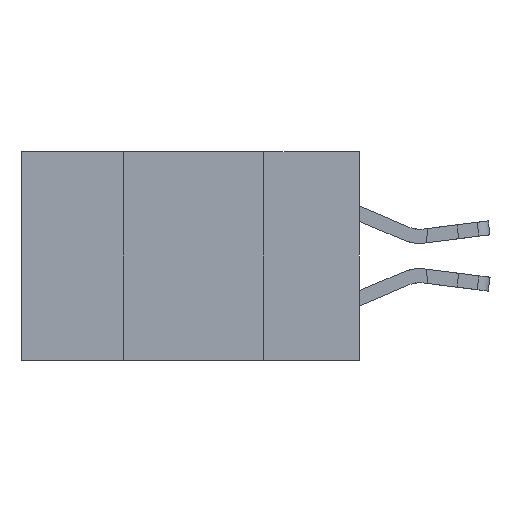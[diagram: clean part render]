
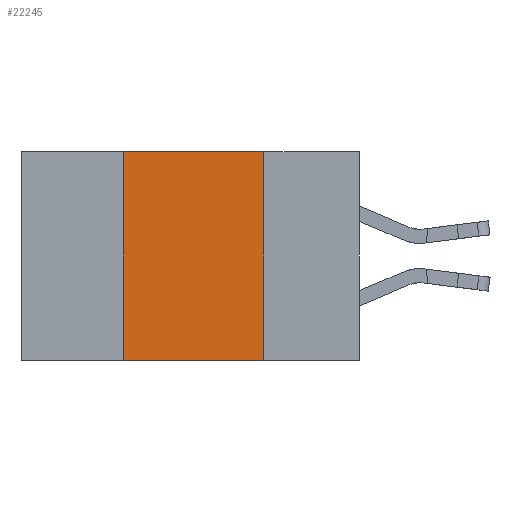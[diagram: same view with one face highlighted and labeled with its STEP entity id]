
A CAD part, left-side view. The second image highlights one B-rep face of the part: STEP entity #22245.
In plain terms, the highlighted planar face has unit normal (-1, 0, 0).
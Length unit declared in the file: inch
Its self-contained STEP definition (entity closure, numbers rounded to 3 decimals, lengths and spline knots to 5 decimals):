
#696 = AXIS2_PLACEMENT_3D ( 'NONE', #23720, #12243, #11985 ) ;
#745 = ORIENTED_EDGE ( 'NONE', *, *, #17074, .T. ) ;
#1270 = EDGE_LOOP ( 'NONE', ( #2700, #15900, #11987, #745 ) ) ;
#2027 = CARTESIAN_POINT ( 'NONE',  ( 0., 0.17, 0. ) ) ;
#2638 = VERTEX_POINT ( 'NONE', #7502 ) ;
#2700 = ORIENTED_EDGE ( 'NONE', *, *, #23481, .F. ) ;
#6357 = VERTEX_POINT ( 'NONE', #21744 ) ;
#6494 = VERTEX_POINT ( 'NONE', #2027 ) ;
#6577 = DIRECTION ( 'NONE',  ( 0., 0., -1. ) ) ;
#6590 = CARTESIAN_POINT ( 'NONE',  ( 0., 0.42, -0.37 ) ) ;
#7502 = CARTESIAN_POINT ( 'NONE',  ( 0., 0.42, 0. ) ) ;
#8420 = DIRECTION ( 'NONE',  ( 0., -1., 0. ) ) ;
#9992 = DIRECTION ( 'NONE',  ( 0., -1., 0. ) ) ;
#10237 = CARTESIAN_POINT ( 'NONE',  ( 0., 0.6, -0.37 ) ) ;
#10956 = EDGE_CURVE ( 'NONE', #2638, #6494, #18661, .T. ) ;
#11985 = DIRECTION ( 'NONE',  ( 0., 0., -1. ) ) ;
#11987 = ORIENTED_EDGE ( 'NONE', *, *, #24501, .F. ) ;
#12243 = DIRECTION ( 'NONE',  ( 1., 0., 0. ) ) ;
#12637 = LINE ( 'NONE', #10237, #13863 ) ;
#13416 = CARTESIAN_POINT ( 'NONE',  ( 0., 0.42, 0. ) ) ;
#13863 = VECTOR ( 'NONE', #9992, 39.37008 ) ;
#15433 = DIRECTION ( 'NONE',  ( 0., 0., 1. ) ) ;
#15900 = ORIENTED_EDGE ( 'NONE', *, *, #10956, .F. ) ;
#17074 = EDGE_CURVE ( 'NONE', #19713, #6357, #12637, .T. ) ;
#17860 = PLANE ( 'NONE',  #696 ) ;
#17969 = VECTOR ( 'NONE', #15433, 39.37008 ) ;
#18193 = CARTESIAN_POINT ( 'NONE',  ( 0., 0.17, 0. ) ) ;
#18661 = LINE ( 'NONE', #22150, #20470 ) ;
#19211 = FACE_OUTER_BOUND ( 'NONE', #1270, .T. ) ;
#19713 = VERTEX_POINT ( 'NONE', #6590 ) ;
#19806 = VECTOR ( 'NONE', #6577, 39.37008 ) ;
#20470 = VECTOR ( 'NONE', #8420, 39.37008 ) ;
#21744 = CARTESIAN_POINT ( 'NONE',  ( 0., 0.17, -0.37 ) ) ;
#22150 = CARTESIAN_POINT ( 'NONE',  ( 0., 0.6, 0. ) ) ;
#22217 = LINE ( 'NONE', #18193, #19806 ) ;
#22245 = ADVANCED_FACE ( 'NONE', ( #19211 ), #17860, .F. ) ;
#22786 = LINE ( 'NONE', #13416, #17969 ) ;
#23481 = EDGE_CURVE ( 'NONE', #6494, #6357, #22217, .T. ) ;
#23720 = CARTESIAN_POINT ( 'NONE',  ( 0., 0.6, 0. ) ) ;
#24501 = EDGE_CURVE ( 'NONE', #19713, #2638, #22786, .T. ) ;
